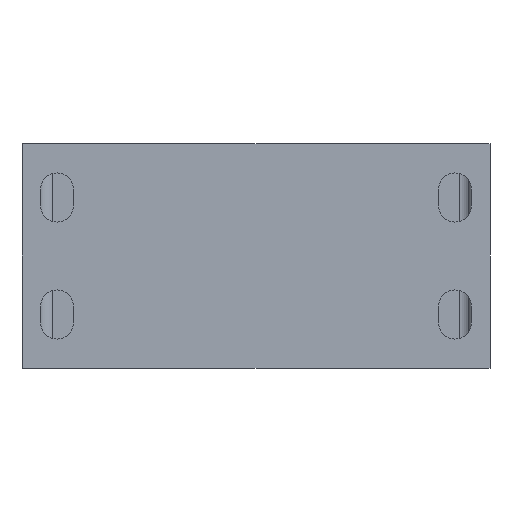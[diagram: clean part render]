
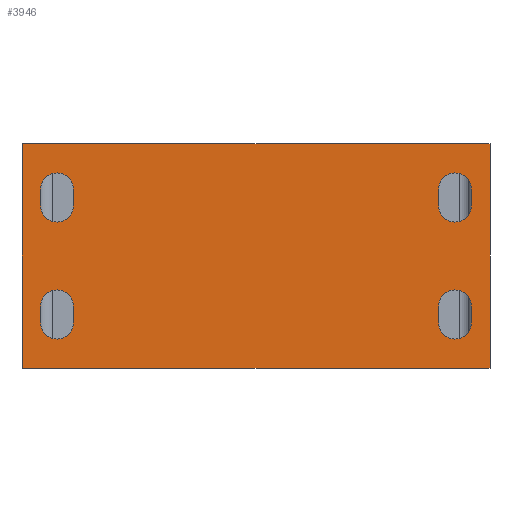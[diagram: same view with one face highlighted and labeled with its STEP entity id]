
A CAD part, front view. The second image highlights one B-rep face of the part: STEP entity #3946.
In plain terms, the highlighted planar face has unit normal (0, -1, 0).
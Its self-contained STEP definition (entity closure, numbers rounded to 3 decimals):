
#123=DIRECTION('',(1.,0.,0.));
#124=VECTOR('',#123,100.);
#125=CARTESIAN_POINT('',(-50.,-30.,-24.));
#126=LINE('',#125,#124);
#267=DIRECTION('',(-1.,0.,0.));
#268=VECTOR('',#267,100.);
#269=CARTESIAN_POINT('',(50.,-30.,24.));
#270=LINE('',#269,#268);
#798=DIRECTION('',(0.,0.,-1.));
#799=VECTOR('',#798,48.);
#800=CARTESIAN_POINT('',(-50.,-30.,24.));
#801=LINE('',#800,#799);
#826=CARTESIAN_POINT('',(42.5,-30.,10.75));
#827=DIRECTION('',(0.,-1.,0.));
#828=DIRECTION('',(-1.,0.,0.));
#829=AXIS2_PLACEMENT_3D('',#826,#827,#828);
#831=DIRECTION('',(0.,0.,1.));
#832=VECTOR('',#831,3.5);
#833=CARTESIAN_POINT('',(46.,-30.,10.75));
#834=LINE('',#833,#832);
#835=CARTESIAN_POINT('',(42.5,-30.,14.25));
#836=DIRECTION('',(0.,-1.,0.));
#837=DIRECTION('',(1.,0.,0.));
#838=AXIS2_PLACEMENT_3D('',#835,#836,#837);
#840=DIRECTION('',(0.,0.,-1.));
#841=VECTOR('',#840,3.5);
#842=CARTESIAN_POINT('',(39.,-30.,14.25));
#843=LINE('',#842,#841);
#844=CARTESIAN_POINT('',(42.5,-30.,-10.75));
#845=DIRECTION('',(0.,-1.,0.));
#846=DIRECTION('',(1.,0.,0.));
#847=AXIS2_PLACEMENT_3D('',#844,#845,#846);
#849=DIRECTION('',(0.,0.,-1.));
#850=VECTOR('',#849,3.5);
#851=CARTESIAN_POINT('',(39.,-30.,-10.75));
#852=LINE('',#851,#850);
#853=CARTESIAN_POINT('',(42.5,-30.,-14.25));
#854=DIRECTION('',(0.,-1.,0.));
#855=DIRECTION('',(-1.,0.,0.));
#856=AXIS2_PLACEMENT_3D('',#853,#854,#855);
#858=DIRECTION('',(0.,0.,1.));
#859=VECTOR('',#858,3.5);
#860=CARTESIAN_POINT('',(46.,-30.,-14.25));
#861=LINE('',#860,#859);
#862=CARTESIAN_POINT('',(-42.5,-30.,10.75));
#863=DIRECTION('',(0.,-1.,0.));
#864=DIRECTION('',(-1.,0.,0.));
#865=AXIS2_PLACEMENT_3D('',#862,#863,#864);
#867=DIRECTION('',(0.,0.,1.));
#868=VECTOR('',#867,3.5);
#869=CARTESIAN_POINT('',(-39.,-30.,10.75));
#870=LINE('',#869,#868);
#871=CARTESIAN_POINT('',(-42.5,-30.,14.25));
#872=DIRECTION('',(0.,-1.,0.));
#873=DIRECTION('',(1.,0.,0.));
#874=AXIS2_PLACEMENT_3D('',#871,#872,#873);
#876=DIRECTION('',(0.,0.,-1.));
#877=VECTOR('',#876,3.5);
#878=CARTESIAN_POINT('',(-46.,-30.,14.25));
#879=LINE('',#878,#877);
#880=CARTESIAN_POINT('',(-42.5,-30.,-10.75));
#881=DIRECTION('',(0.,-1.,0.));
#882=DIRECTION('',(1.,0.,0.));
#883=AXIS2_PLACEMENT_3D('',#880,#881,#882);
#885=DIRECTION('',(0.,0.,-1.));
#886=VECTOR('',#885,3.5);
#887=CARTESIAN_POINT('',(-46.,-30.,-10.75));
#888=LINE('',#887,#886);
#889=CARTESIAN_POINT('',(-42.5,-30.,-14.25));
#890=DIRECTION('',(0.,-1.,0.));
#891=DIRECTION('',(-1.,0.,0.));
#892=AXIS2_PLACEMENT_3D('',#889,#890,#891);
#894=DIRECTION('',(0.,0.,1.));
#895=VECTOR('',#894,3.5);
#896=CARTESIAN_POINT('',(-39.,-30.,-14.25));
#897=LINE('',#896,#895);
#902=DIRECTION('',(0.,0.,1.));
#903=VECTOR('',#902,48.);
#904=CARTESIAN_POINT('',(50.,-30.,-24.));
#905=LINE('',#904,#903);
#2263=CARTESIAN_POINT('',(-50.,-30.,-24.));
#2264=VERTEX_POINT('',#2263);
#2265=CARTESIAN_POINT('',(50.,-30.,-24.));
#2266=VERTEX_POINT('',#2265);
#2521=CARTESIAN_POINT('',(50.,-30.,24.));
#2522=CARTESIAN_POINT('',(-50.,-30.,24.));
#2523=VERTEX_POINT('',#2521);
#2524=VERTEX_POINT('',#2522);
#2593=CARTESIAN_POINT('',(39.,-30.,10.75));
#2594=CARTESIAN_POINT('',(46.,-30.,10.75));
#2595=VERTEX_POINT('',#2593);
#2596=VERTEX_POINT('',#2594);
#2597=CARTESIAN_POINT('',(46.,-30.,14.25));
#2598=VERTEX_POINT('',#2597);
#2599=CARTESIAN_POINT('',(39.,-30.,14.25));
#2600=VERTEX_POINT('',#2599);
#2601=CARTESIAN_POINT('',(46.,-30.,-10.75));
#2602=CARTESIAN_POINT('',(39.,-30.,-10.75));
#2603=VERTEX_POINT('',#2601);
#2604=VERTEX_POINT('',#2602);
#2605=CARTESIAN_POINT('',(39.,-30.,-14.25));
#2606=VERTEX_POINT('',#2605);
#2607=CARTESIAN_POINT('',(46.,-30.,-14.25));
#2608=VERTEX_POINT('',#2607);
#2609=CARTESIAN_POINT('',(-46.,-30.,10.75));
#2610=CARTESIAN_POINT('',(-39.,-30.,10.75));
#2611=VERTEX_POINT('',#2609);
#2612=VERTEX_POINT('',#2610);
#2613=CARTESIAN_POINT('',(-39.,-30.,14.25));
#2614=VERTEX_POINT('',#2613);
#2615=CARTESIAN_POINT('',(-46.,-30.,14.25));
#2616=VERTEX_POINT('',#2615);
#2617=CARTESIAN_POINT('',(-39.,-30.,-10.75));
#2618=CARTESIAN_POINT('',(-46.,-30.,-10.75));
#2619=VERTEX_POINT('',#2617);
#2620=VERTEX_POINT('',#2618);
#2621=CARTESIAN_POINT('',(-46.,-30.,-14.25));
#2622=VERTEX_POINT('',#2621);
#2623=CARTESIAN_POINT('',(-39.,-30.,-14.25));
#2624=VERTEX_POINT('',#2623);
#3894=CARTESIAN_POINT('',(0.,-30.,0.));
#3895=DIRECTION('',(0.,1.,0.));
#3896=DIRECTION('',(1.,0.,0.));
#3897=AXIS2_PLACEMENT_3D('',#3894,#3895,#3896);
#3898=PLANE('',#3897);
#3899=ORIENTED_EDGE('',*,*,#2922,.F.);
#3900=ORIENTED_EDGE('',*,*,#3845,.F.);
#3901=ORIENTED_EDGE('',*,*,#3058,.F.);
#3903=ORIENTED_EDGE('',*,*,#3902,.F.);
#3904=EDGE_LOOP('',(#3899,#3900,#3901,#3903));
#3905=FACE_OUTER_BOUND('',#3904,.F.);
#3907=ORIENTED_EDGE('',*,*,#3906,.T.);
#3909=ORIENTED_EDGE('',*,*,#3908,.T.);
#3911=ORIENTED_EDGE('',*,*,#3910,.T.);
#3913=ORIENTED_EDGE('',*,*,#3912,.T.);
#3914=EDGE_LOOP('',(#3907,#3909,#3911,#3913));
#3915=FACE_BOUND('',#3914,.F.);
#3917=ORIENTED_EDGE('',*,*,#3916,.T.);
#3919=ORIENTED_EDGE('',*,*,#3918,.T.);
#3921=ORIENTED_EDGE('',*,*,#3920,.T.);
#3923=ORIENTED_EDGE('',*,*,#3922,.T.);
#3924=EDGE_LOOP('',(#3917,#3919,#3921,#3923));
#3925=FACE_BOUND('',#3924,.F.);
#3927=ORIENTED_EDGE('',*,*,#3926,.T.);
#3929=ORIENTED_EDGE('',*,*,#3928,.T.);
#3931=ORIENTED_EDGE('',*,*,#3930,.T.);
#3933=ORIENTED_EDGE('',*,*,#3932,.T.);
#3934=EDGE_LOOP('',(#3927,#3929,#3931,#3933));
#3935=FACE_BOUND('',#3934,.F.);
#3937=ORIENTED_EDGE('',*,*,#3936,.T.);
#3939=ORIENTED_EDGE('',*,*,#3938,.T.);
#3941=ORIENTED_EDGE('',*,*,#3940,.T.);
#3943=ORIENTED_EDGE('',*,*,#3942,.T.);
#3944=EDGE_LOOP('',(#3937,#3939,#3941,#3943));
#3945=FACE_BOUND('',#3944,.F.);
#830=CIRCLE('',#829,3.5);
#839=CIRCLE('',#838,3.5);
#848=CIRCLE('',#847,3.5);
#857=CIRCLE('',#856,3.5);
#866=CIRCLE('',#865,3.5);
#875=CIRCLE('',#874,3.5);
#884=CIRCLE('',#883,3.5);
#893=CIRCLE('',#892,3.5);
#2922=EDGE_CURVE('',#2264,#2266,#126,.T.);
#3058=EDGE_CURVE('',#2523,#2524,#270,.T.);
#3845=EDGE_CURVE('',#2524,#2264,#801,.T.);
#3902=EDGE_CURVE('',#2266,#2523,#905,.T.);
#3906=EDGE_CURVE('',#2595,#2596,#830,.T.);
#3908=EDGE_CURVE('',#2596,#2598,#834,.T.);
#3910=EDGE_CURVE('',#2598,#2600,#839,.T.);
#3912=EDGE_CURVE('',#2600,#2595,#843,.T.);
#3916=EDGE_CURVE('',#2603,#2604,#848,.T.);
#3918=EDGE_CURVE('',#2604,#2606,#852,.T.);
#3920=EDGE_CURVE('',#2606,#2608,#857,.T.);
#3922=EDGE_CURVE('',#2608,#2603,#861,.T.);
#3926=EDGE_CURVE('',#2611,#2612,#866,.T.);
#3928=EDGE_CURVE('',#2612,#2614,#870,.T.);
#3930=EDGE_CURVE('',#2614,#2616,#875,.T.);
#3932=EDGE_CURVE('',#2616,#2611,#879,.T.);
#3936=EDGE_CURVE('',#2619,#2620,#884,.T.);
#3938=EDGE_CURVE('',#2620,#2622,#888,.T.);
#3940=EDGE_CURVE('',#2622,#2624,#893,.T.);
#3942=EDGE_CURVE('',#2624,#2619,#897,.T.);
#3946=ADVANCED_FACE('',(#3905,#3915,#3925,#3935,#3945),#3898,.F.);
